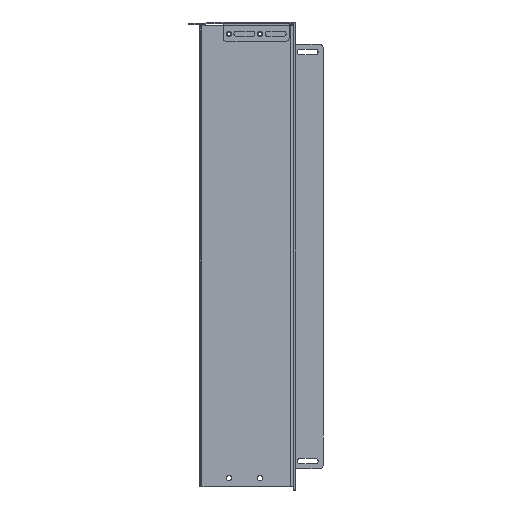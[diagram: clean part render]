
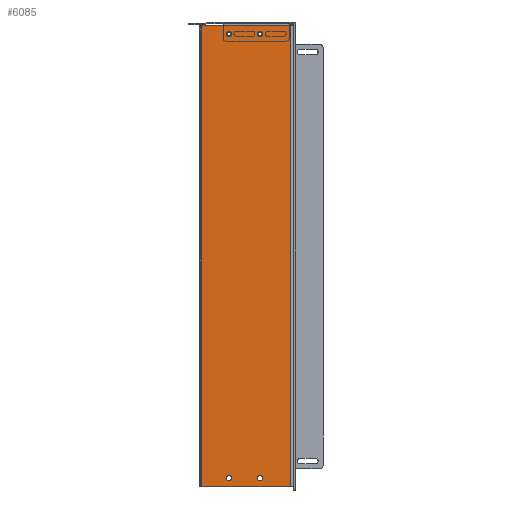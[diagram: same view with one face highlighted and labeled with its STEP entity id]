
A CAD part, top view. The second image highlights one B-rep face of the part: STEP entity #6085.
In plain terms, the highlighted face is planar.
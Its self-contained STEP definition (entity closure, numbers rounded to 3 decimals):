
#3098=DIRECTION('',(0.,1.,0.));
#3099=VECTOR('',#3098,592.5);
#3100=CARTESIAN_POINT('',(57.,-296.25,-1.5));
#3101=LINE('',#3100,#3099);
#4118=DIRECTION('',(0.,1.,0.));
#4119=VECTOR('',#4118,592.5);
#4120=CARTESIAN_POINT('',(-57.,-296.25,-1.5));
#4121=LINE('',#4120,#4119);
#4122=DIRECTION('',(1.,0.,0.));
#4123=VECTOR('',#4122,114.);
#4124=CARTESIAN_POINT('',(-57.,-296.25,-1.5));
#4125=LINE('',#4124,#4123);
#4126=DIRECTION('',(-1.,0.,0.));
#4127=VECTOR('',#4126,114.);
#4128=CARTESIAN_POINT('',(57.,296.25,-1.5));
#4129=LINE('',#4128,#4127);
#4130=CARTESIAN_POINT('',(-22.5,285.,-1.5));
#4131=DIRECTION('',(0.,0.,1.));
#4132=DIRECTION('',(-1.,0.,0.));
#4133=AXIS2_PLACEMENT_3D('',#4130,#4131,#4132);
#4135=CARTESIAN_POINT('',(-22.5,285.,-1.5));
#4136=DIRECTION('',(0.,0.,1.));
#4137=DIRECTION('',(1.,0.,0.));
#4138=AXIS2_PLACEMENT_3D('',#4135,#4136,#4137);
#4140=CARTESIAN_POINT('',(-22.5,-285.,-1.5));
#4141=DIRECTION('',(0.,0.,1.));
#4142=DIRECTION('',(-1.,0.,0.));
#4143=AXIS2_PLACEMENT_3D('',#4140,#4141,#4142);
#4145=CARTESIAN_POINT('',(-22.5,-285.,-1.5));
#4146=DIRECTION('',(0.,0.,1.));
#4147=DIRECTION('',(1.,0.,0.));
#4148=AXIS2_PLACEMENT_3D('',#4145,#4146,#4147);
#4150=CARTESIAN_POINT('',(17.5,285.,-1.5));
#4151=DIRECTION('',(0.,0.,1.));
#4152=DIRECTION('',(-1.,0.,0.));
#4153=AXIS2_PLACEMENT_3D('',#4150,#4151,#4152);
#4155=CARTESIAN_POINT('',(17.5,285.,-1.5));
#4156=DIRECTION('',(0.,0.,1.));
#4157=DIRECTION('',(1.,0.,0.));
#4158=AXIS2_PLACEMENT_3D('',#4155,#4156,#4157);
#4160=CARTESIAN_POINT('',(17.5,-285.,-1.5));
#4161=DIRECTION('',(0.,0.,1.));
#4162=DIRECTION('',(-1.,0.,0.));
#4163=AXIS2_PLACEMENT_3D('',#4160,#4161,#4162);
#4165=CARTESIAN_POINT('',(17.5,-285.,-1.5));
#4166=DIRECTION('',(0.,0.,1.));
#4167=DIRECTION('',(1.,0.,0.));
#4168=AXIS2_PLACEMENT_3D('',#4165,#4166,#4167);
#4202=CARTESIAN_POINT('',(57.,-296.25,-1.5));
#4204=VERTEX_POINT('',#4202);
#4206=CARTESIAN_POINT('',(57.,296.25,-1.5));
#4208=VERTEX_POINT('',#4206);
#4226=CARTESIAN_POINT('',(14.,-285.,-1.5));
#4227=CARTESIAN_POINT('',(21.,-285.,-1.5));
#4228=VERTEX_POINT('',#4226);
#4229=VERTEX_POINT('',#4227);
#4230=CARTESIAN_POINT('',(14.,285.,-1.5));
#4231=CARTESIAN_POINT('',(21.,285.,-1.5));
#4232=VERTEX_POINT('',#4230);
#4233=VERTEX_POINT('',#4231);
#4238=CARTESIAN_POINT('',(-26.,-285.,-1.5));
#4239=CARTESIAN_POINT('',(-19.,-285.,-1.5));
#4240=VERTEX_POINT('',#4238);
#4241=VERTEX_POINT('',#4239);
#4250=CARTESIAN_POINT('',(-57.,-296.25,-1.5));
#4251=VERTEX_POINT('',#4250);
#4252=CARTESIAN_POINT('',(-57.,296.25,-1.5));
#4253=VERTEX_POINT('',#4252);
#4262=CARTESIAN_POINT('',(-26.,285.,-1.5));
#4263=CARTESIAN_POINT('',(-19.,285.,-1.5));
#4264=VERTEX_POINT('',#4262);
#4265=VERTEX_POINT('',#4263);
#6050=CARTESIAN_POINT('',(0.,0.,-1.5));
#6051=DIRECTION('',(0.,0.,1.));
#6052=DIRECTION('',(1.,0.,0.));
#6053=AXIS2_PLACEMENT_3D('',#6050,#6051,#6052);
#6054=PLANE('',#6053);
#6055=ORIENTED_EDGE('',*,*,#6043,.F.);
#6056=ORIENTED_EDGE('',*,*,#4617,.T.);
#6057=ORIENTED_EDGE('',*,*,#4647,.T.);
#6058=ORIENTED_EDGE('',*,*,#5701,.T.);
#6059=EDGE_LOOP('',(#6055,#6056,#6057,#6058));
#6060=FACE_OUTER_BOUND('',#6059,.F.);
#6062=ORIENTED_EDGE('',*,*,#6061,.F.);
#6064=ORIENTED_EDGE('',*,*,#6063,.F.);
#6065=EDGE_LOOP('',(#6062,#6064));
#6066=FACE_BOUND('',#6065,.F.);
#6068=ORIENTED_EDGE('',*,*,#6067,.F.);
#6070=ORIENTED_EDGE('',*,*,#6069,.F.);
#6071=EDGE_LOOP('',(#6068,#6070));
#6072=FACE_BOUND('',#6071,.F.);
#6074=ORIENTED_EDGE('',*,*,#6073,.F.);
#6076=ORIENTED_EDGE('',*,*,#6075,.F.);
#6077=EDGE_LOOP('',(#6074,#6076));
#6078=FACE_BOUND('',#6077,.F.);
#6080=ORIENTED_EDGE('',*,*,#6079,.F.);
#6082=ORIENTED_EDGE('',*,*,#6081,.F.);
#6083=EDGE_LOOP('',(#6080,#6082));
#6084=FACE_BOUND('',#6083,.F.);
#6085=ADVANCED_FACE('',(#6060,#6066,#6072,#6078,#6084),#6054,.F.);
#4134=CIRCLE('',#4133,3.5);
#4139=CIRCLE('',#4138,3.5);
#4144=CIRCLE('',#4143,3.5);
#4149=CIRCLE('',#4148,3.5);
#4154=CIRCLE('',#4153,3.5);
#4159=CIRCLE('',#4158,3.5);
#4164=CIRCLE('',#4163,3.5);
#4169=CIRCLE('',#4168,3.5);
#4617=EDGE_CURVE('',#4251,#4204,#4125,.T.);
#4647=EDGE_CURVE('',#4204,#4208,#3101,.T.);
#5701=EDGE_CURVE('',#4208,#4253,#4129,.T.);
#6043=EDGE_CURVE('',#4251,#4253,#4121,.T.);
#6061=EDGE_CURVE('',#4264,#4265,#4134,.T.);
#6063=EDGE_CURVE('',#4265,#4264,#4139,.T.);
#6067=EDGE_CURVE('',#4240,#4241,#4144,.T.);
#6069=EDGE_CURVE('',#4241,#4240,#4149,.T.);
#6073=EDGE_CURVE('',#4232,#4233,#4154,.T.);
#6075=EDGE_CURVE('',#4233,#4232,#4159,.T.);
#6079=EDGE_CURVE('',#4228,#4229,#4164,.T.);
#6081=EDGE_CURVE('',#4229,#4228,#4169,.T.);
